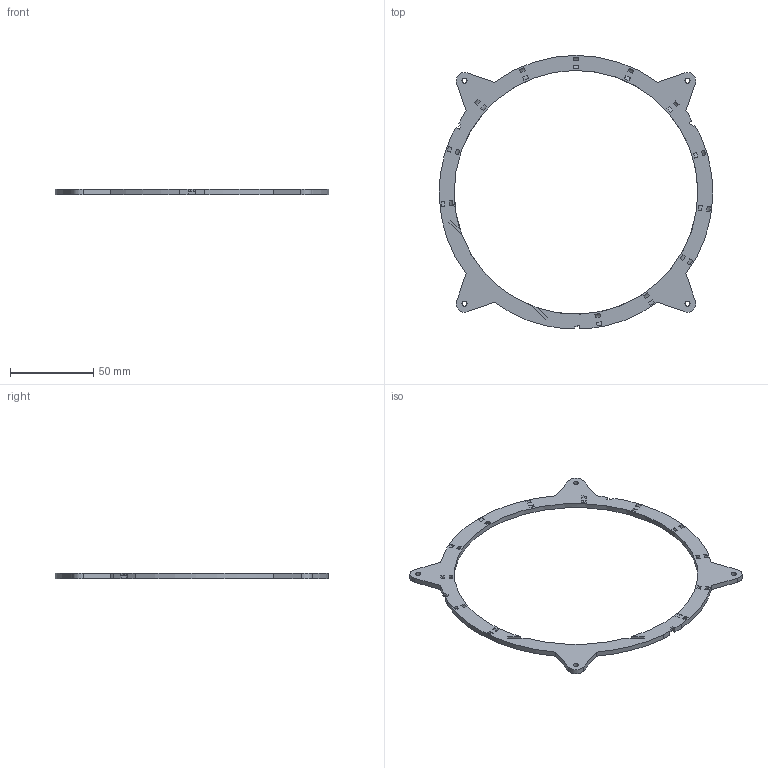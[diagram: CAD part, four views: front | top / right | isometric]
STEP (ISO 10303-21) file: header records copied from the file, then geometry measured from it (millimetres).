
FILE_DESCRIPTION(/* description */ (''),/* implementation_level */ '2;1');
FILE_NAME(/* name */ 'MotorOne.step',/* time_stamp */ '2022-02-26T13:47:27+00:00',/* author */ (''),/* organization */ (''),/* preprocessor_version */ 'ST-DEVELOPER v18.1',/* originating_system */ 'Autodesk Translation Framework v10.10.0.1391',/* authorisation */ '');
FILE_SCHEMA (('AUTOMOTIVE_DESIGN { 1 0 10303 214 3 1 1 }'));
Length unit declared in the file: millimetre
Products named in the file (3): MotorOne; IndexRing3; IR Encoder
Assembly tree (2 placements, depth 2):
  MotorOne
    IndexRing3
    IR Encoder
Bounding box: 163.94 x 163.64 x 3 mm (x, y, z)
Volume: 15592.4 mm3; surface area: 14688.1 mm2
Topology: 1 solids, 1 shells, 115 faces, 339 edges, 226 vertices
Faces by surface type: plane 75, cylinder 40
Full cylindrical faces by diameter (mm): 3 x4, 146 x1
Entity records: 3989 total; most frequent: CARTESIAN_POINT 685, ORIENTED_EDGE 678, DIRECTION 663, EDGE_CURVE 339, LINE 255, VECTOR 255, VERTEX_POINT 226, AXIS2_PLACEMENT_3D 204
